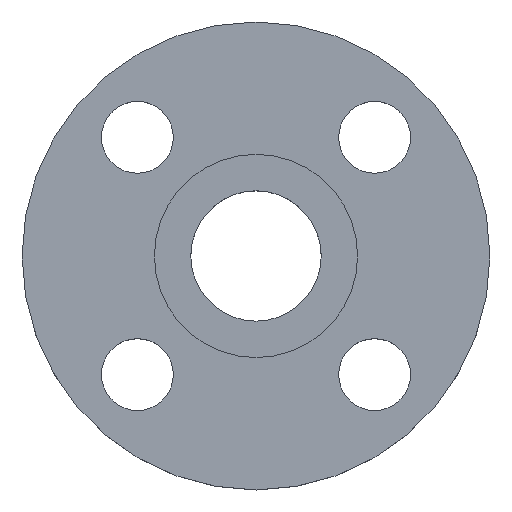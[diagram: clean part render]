
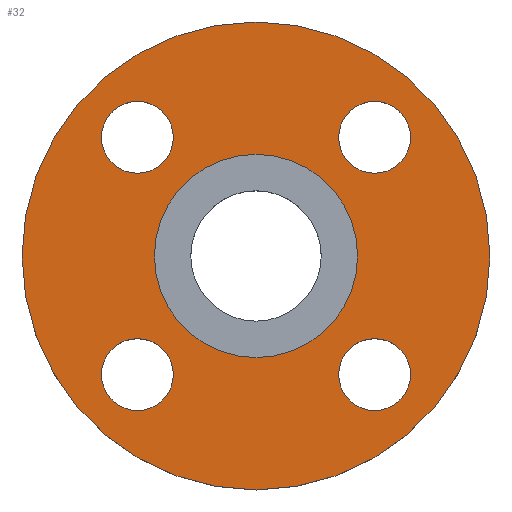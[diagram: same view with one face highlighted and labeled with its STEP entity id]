
A CAD part, top view. The second image highlights one B-rep face of the part: STEP entity #32.
In plain terms, the highlighted planar face has unit normal (0, 0, 1).
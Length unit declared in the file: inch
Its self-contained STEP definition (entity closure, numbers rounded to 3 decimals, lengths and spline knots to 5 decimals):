
#2 = CIRCLE ( 'NONE', #497, 0.375 ) ;
#4 = DIRECTION ( 'NONE',  ( 0., 0., -1. ) ) ;
#15 = ORIENTED_EDGE ( 'NONE', *, *, #88, .T. ) ;
#21 = CIRCLE ( 'NONE', #484, 2.44 ) ;
#27 = AXIS2_PLACEMENT_3D ( 'NONE', #96, #316, #270 ) ;
#29 = VERTEX_POINT ( 'NONE', #398 ) ;
#30 = CARTESIAN_POINT ( 'NONE',  ( 0., 0., -0.0625 ) ) ;
#32 = ADVANCED_FACE ( 'NONE', ( #675, #71, #625, #127, #478, #421 ), #151, .T. ) ;
#49 = CIRCLE ( 'NONE', #571, 0.375 ) ;
#50 = VERTEX_POINT ( 'NONE', #468 ) ;
#51 = CIRCLE ( 'NONE', #297, 0.375 ) ;
#53 = CARTESIAN_POINT ( 'NONE',  ( -1.23744, -1.23744, -0.0625 ) ) ;
#55 = EDGE_CURVE ( 'NONE', #50, #272, #229, .T. ) ;
#71 = FACE_BOUND ( 'NONE', #449, .T. ) ;
#81 = VERTEX_POINT ( 'NONE', #257 ) ;
#86 = CARTESIAN_POINT ( 'NONE',  ( 1.23744, 1.23744, -0.0625 ) ) ;
#88 = EDGE_CURVE ( 'NONE', #295, #429, #21, .T. ) ;
#90 = CARTESIAN_POINT ( 'NONE',  ( -1.23744, -1.23744, -0.0625 ) ) ;
#91 = VERTEX_POINT ( 'NONE', #154 ) ;
#96 = CARTESIAN_POINT ( 'NONE',  ( -1.23744, 1.23744, -0.0625 ) ) ;
#105 = DIRECTION ( 'NONE',  ( 0., 0., 1. ) ) ;
#106 = EDGE_CURVE ( 'NONE', #443, #581, #135, .T. ) ;
#117 = CARTESIAN_POINT ( 'NONE',  ( 1.23744, 1.23744, -0.0625 ) ) ;
#121 = ORIENTED_EDGE ( 'NONE', *, *, #106, .F. ) ;
#127 = FACE_BOUND ( 'NONE', #704, .T. ) ;
#133 = ORIENTED_EDGE ( 'NONE', *, *, #569, .F. ) ;
#135 = CIRCLE ( 'NONE', #182, 0.375 ) ;
#142 = ORIENTED_EDGE ( 'NONE', *, *, #681, .F. ) ;
#144 = DIRECTION ( 'NONE',  ( 1., 0., 0. ) ) ;
#151 = PLANE ( 'NONE',  #404 ) ;
#153 = CARTESIAN_POINT ( 'NONE',  ( -1.06, 0., -0.0625 ) ) ;
#154 = CARTESIAN_POINT ( 'NONE',  ( 1.23744, -1.61244, -0.0625 ) ) ;
#163 = CIRCLE ( 'NONE', #399, 0.375 ) ;
#166 = CARTESIAN_POINT ( 'NONE',  ( 1.23744, -1.23744, -0.0625 ) ) ;
#173 = CIRCLE ( 'NONE', #453, 1.06 ) ;
#182 = AXIS2_PLACEMENT_3D ( 'NONE', #86, #578, #475 ) ;
#193 = DIRECTION ( 'NONE',  ( 0., 0., 1. ) ) ;
#194 = EDGE_CURVE ( 'NONE', #91, #196, #642, .T. ) ;
#196 = VERTEX_POINT ( 'NONE', #281 ) ;
#199 = DIRECTION ( 'NONE',  ( 0., 0., 1. ) ) ;
#209 = AXIS2_PLACEMENT_3D ( 'NONE', #166, #221, #322 ) ;
#214 = EDGE_LOOP ( 'NONE', ( #317, #694 ) ) ;
#221 = DIRECTION ( 'NONE',  ( 0., 0., 1. ) ) ;
#226 = EDGE_CURVE ( 'NONE', #29, #622, #668, .T. ) ;
#229 = CIRCLE ( 'NONE', #628, 0.375 ) ;
#232 = DIRECTION ( 'NONE',  ( 0., 0., -1. ) ) ;
#241 = CARTESIAN_POINT ( 'NONE',  ( -1.23744, 1.61244, -0.0625 ) ) ;
#257 = CARTESIAN_POINT ( 'NONE',  ( -1.23744, 0.86244, -0.0625 ) ) ;
#258 = EDGE_CURVE ( 'NONE', #622, #29, #173, .T. ) ;
#270 = DIRECTION ( 'NONE',  ( 0., 1., 0. ) ) ;
#272 = VERTEX_POINT ( 'NONE', #662 ) ;
#281 = CARTESIAN_POINT ( 'NONE',  ( 1.23744, -0.86244, -0.0625 ) ) ;
#283 = CARTESIAN_POINT ( 'NONE',  ( 0.86244, 1.23744, -0.0625 ) ) ;
#292 = EDGE_CURVE ( 'NONE', #272, #50, #51, .T. ) ;
#295 = VERTEX_POINT ( 'NONE', #558 ) ;
#297 = AXIS2_PLACEMENT_3D ( 'NONE', #53, #328, #652 ) ;
#316 = DIRECTION ( 'NONE',  ( 0., 0., 1. ) ) ;
#317 = ORIENTED_EDGE ( 'NONE', *, *, #226, .T. ) ;
#322 = DIRECTION ( 'NONE',  ( 0., -1., 0. ) ) ;
#324 = ORIENTED_EDGE ( 'NONE', *, *, #55, .F. ) ;
#328 = DIRECTION ( 'NONE',  ( 0., 0., 1. ) ) ;
#330 = EDGE_CURVE ( 'NONE', #348, #81, #644, .T. ) ;
#331 = AXIS2_PLACEMENT_3D ( 'NONE', #542, #232, #439 ) ;
#332 = DIRECTION ( 'NONE',  ( 1., 0., 0. ) ) ;
#348 = VERTEX_POINT ( 'NONE', #241 ) ;
#354 = EDGE_LOOP ( 'NONE', ( #685, #15 ) ) ;
#357 = DIRECTION ( 'NONE',  ( 0., 1., 0. ) ) ;
#367 = DIRECTION ( 'NONE',  ( 0., 0., 1. ) ) ;
#398 = CARTESIAN_POINT ( 'NONE',  ( 1.06, 0., -0.0625 ) ) ;
#399 = AXIS2_PLACEMENT_3D ( 'NONE', #474, #193, #357 ) ;
#404 = AXIS2_PLACEMENT_3D ( 'NONE', #30, #367, #634 ) ;
#421 = FACE_OUTER_BOUND ( 'NONE', #354, .T. ) ;
#429 = VERTEX_POINT ( 'NONE', #617 ) ;
#439 = DIRECTION ( 'NONE',  ( 1., 0., 0. ) ) ;
#443 = VERTEX_POINT ( 'NONE', #283 ) ;
#447 = ORIENTED_EDGE ( 'NONE', *, *, #194, .F. ) ;
#449 = EDGE_LOOP ( 'NONE', ( #324, #612 ) ) ;
#453 = AXIS2_PLACEMENT_3D ( 'NONE', #657, #4, #496 ) ;
#468 = CARTESIAN_POINT ( 'NONE',  ( -1.61244, -1.23744, -0.0625 ) ) ;
#471 = DIRECTION ( 'NONE',  ( -1., 0., 0. ) ) ;
#474 = CARTESIAN_POINT ( 'NONE',  ( -1.23744, 1.23744, -0.0625 ) ) ;
#475 = DIRECTION ( 'NONE',  ( 1., 0., 0. ) ) ;
#478 = FACE_BOUND ( 'NONE', #214, .T. ) ;
#484 = AXIS2_PLACEMENT_3D ( 'NONE', #530, #585, #648 ) ;
#487 = CARTESIAN_POINT ( 'NONE',  ( 1.23744, -1.23744, -0.0625 ) ) ;
#496 = DIRECTION ( 'NONE',  ( 1., 0., 0. ) ) ;
#497 = AXIS2_PLACEMENT_3D ( 'NONE', #117, #105, #332 ) ;
#501 = ORIENTED_EDGE ( 'NONE', *, *, #503, .F. ) ;
#503 = EDGE_CURVE ( 'NONE', #81, #348, #163, .T. ) ;
#521 = EDGE_CURVE ( 'NONE', #429, #295, #686, .T. ) ;
#530 = CARTESIAN_POINT ( 'NONE',  ( 0., 0., -0.0625 ) ) ;
#542 = CARTESIAN_POINT ( 'NONE',  ( 0., 0., -0.0625 ) ) ;
#558 = CARTESIAN_POINT ( 'NONE',  ( -2.44, 0., -0.0625 ) ) ;
#569 = EDGE_CURVE ( 'NONE', #196, #91, #49, .T. ) ;
#571 = AXIS2_PLACEMENT_3D ( 'NONE', #487, #603, #606 ) ;
#577 = AXIS2_PLACEMENT_3D ( 'NONE', #692, #636, #144 ) ;
#578 = DIRECTION ( 'NONE',  ( 0., 0., 1. ) ) ;
#581 = VERTEX_POINT ( 'NONE', #702 ) ;
#585 = DIRECTION ( 'NONE',  ( 0., 0., 1. ) ) ;
#599 = ORIENTED_EDGE ( 'NONE', *, *, #330, .F. ) ;
#603 = DIRECTION ( 'NONE',  ( 0., 0., 1. ) ) ;
#606 = DIRECTION ( 'NONE',  ( 0., -1., 0. ) ) ;
#612 = ORIENTED_EDGE ( 'NONE', *, *, #292, .F. ) ;
#617 = CARTESIAN_POINT ( 'NONE',  ( 2.44, 0., -0.0625 ) ) ;
#622 = VERTEX_POINT ( 'NONE', #153 ) ;
#625 = FACE_BOUND ( 'NONE', #700, .T. ) ;
#628 = AXIS2_PLACEMENT_3D ( 'NONE', #90, #199, #471 ) ;
#634 = DIRECTION ( 'NONE',  ( 1., 0., 0. ) ) ;
#636 = DIRECTION ( 'NONE',  ( 0., 0., 1. ) ) ;
#642 = CIRCLE ( 'NONE', #209, 0.375 ) ;
#644 = CIRCLE ( 'NONE', #27, 0.375 ) ;
#648 = DIRECTION ( 'NONE',  ( 1., 0., 0. ) ) ;
#652 = DIRECTION ( 'NONE',  ( -1., 0., 0. ) ) ;
#657 = CARTESIAN_POINT ( 'NONE',  ( 0., 0., -0.0625 ) ) ;
#662 = CARTESIAN_POINT ( 'NONE',  ( -0.86244, -1.23744, -0.0625 ) ) ;
#667 = EDGE_LOOP ( 'NONE', ( #447, #133 ) ) ;
#668 = CIRCLE ( 'NONE', #331, 1.06 ) ;
#675 = FACE_BOUND ( 'NONE', #667, .T. ) ;
#681 = EDGE_CURVE ( 'NONE', #581, #443, #2, .T. ) ;
#685 = ORIENTED_EDGE ( 'NONE', *, *, #521, .T. ) ;
#686 = CIRCLE ( 'NONE', #577, 2.44 ) ;
#692 = CARTESIAN_POINT ( 'NONE',  ( 0., 0., -0.0625 ) ) ;
#694 = ORIENTED_EDGE ( 'NONE', *, *, #258, .T. ) ;
#700 = EDGE_LOOP ( 'NONE', ( #599, #501 ) ) ;
#702 = CARTESIAN_POINT ( 'NONE',  ( 1.61244, 1.23744, -0.0625 ) ) ;
#704 = EDGE_LOOP ( 'NONE', ( #142, #121 ) ) ;
